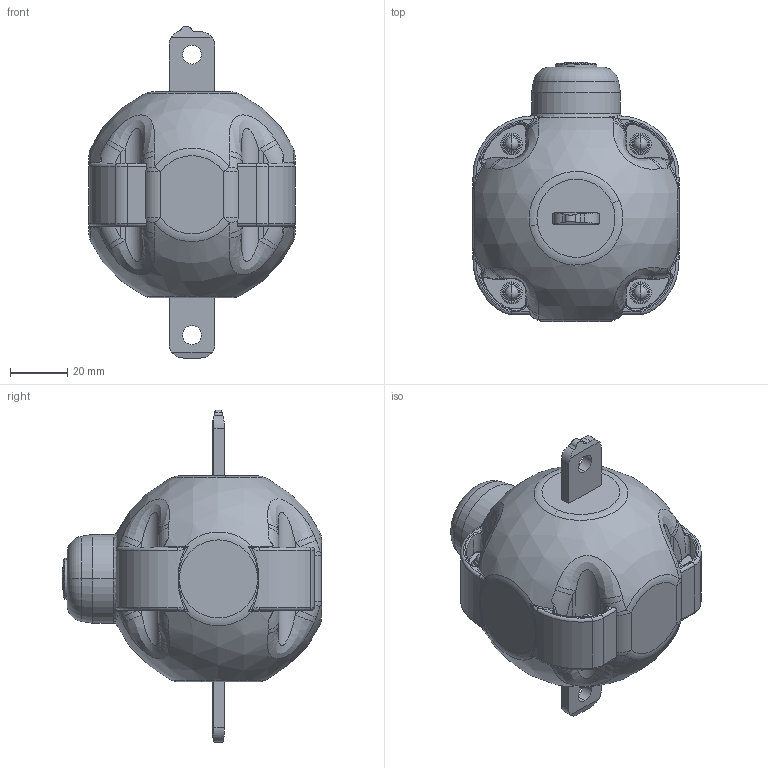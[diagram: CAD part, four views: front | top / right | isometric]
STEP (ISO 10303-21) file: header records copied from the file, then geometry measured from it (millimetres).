
FILE_DESCRIPTION((''),'2;1');
FILE_NAME('77200734_KZ','2022-05-24T15:02:21',('STAUDd'),(''),'CREO PARAMETRIC BY PTC INC, 2018500','CREO PARAMETRIC BY PTC INC, 2018500','');
FILE_SCHEMA(('AP242_MANAGED_MODEL_BASED_3D_ENGINEERING_MIM_LF { 1 0 10303 442 1 1 4 }'));
Products named in the file (1): 77200734_KZ
Bounding box: 72 x 90.5 x 116 mm (x, y, z)
Volume: 248461.2 mm3; surface area: 28728.5 mm2
Topology: 1 solids, 5 shells, 919 faces, 2309 edges, 1421 vertices
Faces by surface type: plane 273, cylinder 262, torus 166, bspline 159, cone 45, sphere 14
Entity records: 55410 total; most frequent: CARTESIAN_POINT 20089, ORIENTED_EDGE 4602, DIRECTION 4334, PRESENTATION_STYLE_ASSIGNMENT 3195, STYLED_ITEM 2302, CURVE_STYLE 2301, EDGE_CURVE 2301, AXIS2_PLACEMENT_3D 1783
